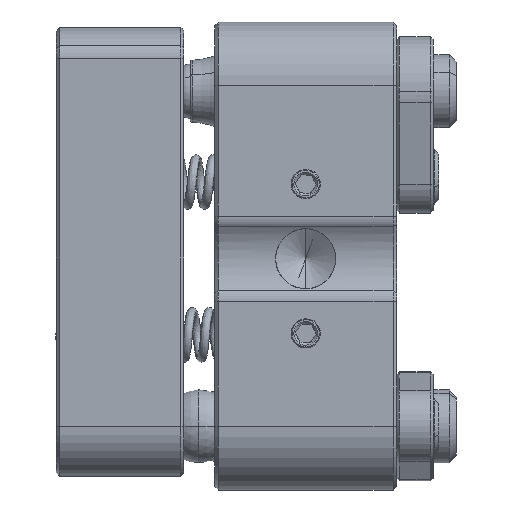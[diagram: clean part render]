
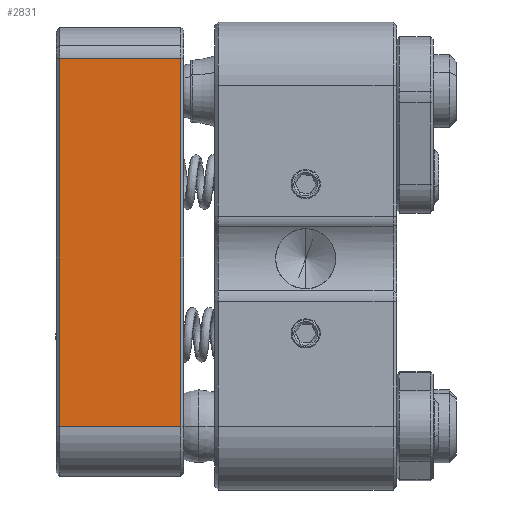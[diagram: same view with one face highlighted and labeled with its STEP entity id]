
A CAD part, front view. The second image highlights one B-rep face of the part: STEP entity #2831.
In plain terms, the highlighted planar face has unit normal (0, -1, 0).
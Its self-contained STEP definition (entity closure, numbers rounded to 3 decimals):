
#2280 = VERTEX_POINT ( 'NONE', #6888 ) ;
#2388 = CARTESIAN_POINT ( 'NONE',  ( -11.969, -11.95, 10.985 ) ) ;
#2831 = ADVANCED_FACE ( 'NONE', ( #18818 ), #29025, .T. ) ;
#3734 = CARTESIAN_POINT ( 'NONE',  ( -12.119, -11.95, -11.95 ) ) ;
#4792 = DIRECTION ( 'NONE',  ( 0., -1., 0. ) ) ;
#5958 = DIRECTION ( 'NONE',  ( 1., 0., 0. ) ) ;
#6888 = CARTESIAN_POINT ( 'NONE',  ( -18.769, -11.95, -9.2 ) ) ;
#8837 = DIRECTION ( 'NONE',  ( 0., 0., 1. ) ) ;
#11204 = ORIENTED_EDGE ( 'NONE', *, *, #18462, .T. ) ;
#12121 = DIRECTION ( 'NONE',  ( -1., 0., 0. ) ) ;
#14507 = DIRECTION ( 'NONE',  ( -1., 0., 0. ) ) ;
#14510 = LINE ( 'NONE', #2388, #30381 ) ;
#15314 = EDGE_CURVE ( 'NONE', #2280, #18766, #30826, .T. ) ;
#15924 = EDGE_CURVE ( 'NONE', #28418, #2280, #25970, .T. ) ;
#16329 = LINE ( 'NONE', #3734, #25802 ) ;
#16906 = CARTESIAN_POINT ( 'NONE',  ( -11.969, -11.95, -11.95 ) ) ;
#17315 = VECTOR ( 'NONE', #18792, 1000. ) ;
#18462 = EDGE_CURVE ( 'NONE', #20977, #28418, #14510, .T. ) ;
#18766 = VERTEX_POINT ( 'NONE', #23099 ) ;
#18792 = DIRECTION ( 'NONE',  ( 0., 0., -1. ) ) ;
#18818 = FACE_OUTER_BOUND ( 'NONE', #20658, .T. ) ;
#20178 = ORIENTED_EDGE ( 'NONE', *, *, #15924, .T. ) ;
#20658 = EDGE_LOOP ( 'NONE', ( #27220, #28571, #11204, #20178 ) ) ;
#20881 = VECTOR ( 'NONE', #5958, 1000. ) ;
#20977 = VERTEX_POINT ( 'NONE', #23653 ) ;
#21184 = EDGE_CURVE ( 'NONE', #18766, #20977, #16329, .T. ) ;
#21190 = CARTESIAN_POINT ( 'NONE',  ( -18.769, -11.95, -9.2 ) ) ;
#23099 = CARTESIAN_POINT ( 'NONE',  ( -12.119, -11.95, -9.2 ) ) ;
#23653 = CARTESIAN_POINT ( 'NONE',  ( -12.119, -11.95, 10.985 ) ) ;
#25802 = VECTOR ( 'NONE', #8837, 1000. ) ;
#25970 = LINE ( 'NONE', #21190, #17315 ) ;
#27220 = ORIENTED_EDGE ( 'NONE', *, *, #15314, .T. ) ;
#27794 = AXIS2_PLACEMENT_3D ( 'NONE', #16906, #4792, #14507 ) ;
#28418 = VERTEX_POINT ( 'NONE', #29202 ) ;
#28571 = ORIENTED_EDGE ( 'NONE', *, *, #21184, .T. ) ;
#29025 = PLANE ( 'NONE',  #27794 ) ;
#29202 = CARTESIAN_POINT ( 'NONE',  ( -18.769, -11.95, 10.985 ) ) ;
#30381 = VECTOR ( 'NONE', #12121, 1000. ) ;
#30681 = CARTESIAN_POINT ( 'NONE',  ( -11.969, -11.95, -9.2 ) ) ;
#30826 = LINE ( 'NONE', #30681, #20881 ) ;
